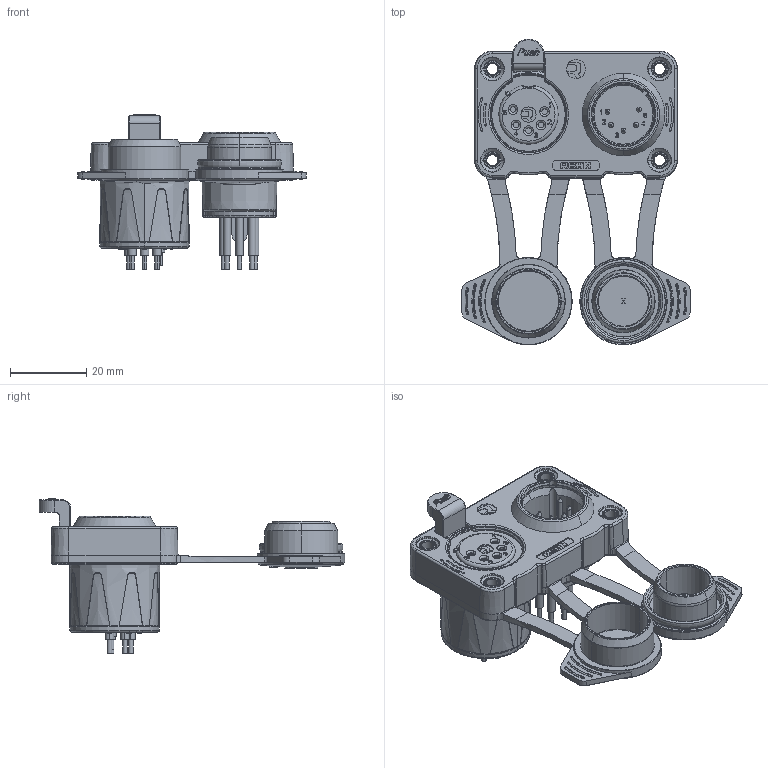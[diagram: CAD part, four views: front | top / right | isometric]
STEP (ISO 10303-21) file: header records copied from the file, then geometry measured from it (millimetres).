
FILE_DESCRIPTION((''),'2;1');
FILE_NAME('RRX5MF-Z-012-0','2023-06-14T09:54:02',('summer.xia'),(''),'CREO PARAMETRIC BY PTC INC, 2021184','CREO PARAMETRIC BY PTC INC, 2021184','');
FILE_SCHEMA(('CONFIG_CONTROL_DESIGN'));
Length unit declared in the file: millimetre
Products named in the file (1): RRX5MF-Z-012-0
Bounding box: 60 x 80.45 x 40.6 mm (x, y, z)
Volume: 28311.5 mm3; surface area: 20023.8 mm2
Topology: 2 solids, 4 shells, 2235 faces, 6292 edges, 4142 vertices
Faces by surface type: plane 1083, cylinder 548, torus 263, cone 129, bspline 92, extrusion 64, sphere 56
Entity records: 76990 total; most frequent: CARTESIAN_POINT 18381, ORIENTED_EDGE 12500, DIRECTION 12414, EDGE_CURVE 6250, AXIS2_PLACEMENT_3D 4649, VERTEX_POINT 4142, VECTOR 3116, LINE 3052
